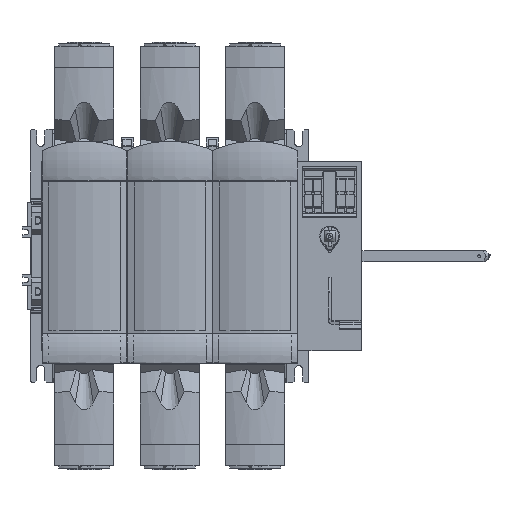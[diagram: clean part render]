
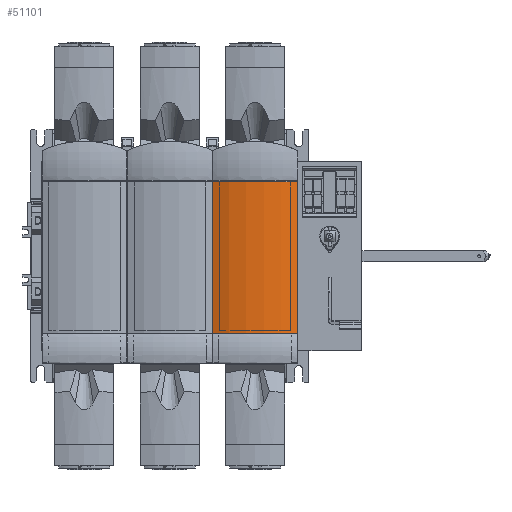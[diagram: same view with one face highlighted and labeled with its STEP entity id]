
A CAD part, front view. The second image highlights one B-rep face of the part: STEP entity #51101.
In plain terms, the highlighted cylindrical face has radius 115 mm (diameter 230 mm), a partial arc.
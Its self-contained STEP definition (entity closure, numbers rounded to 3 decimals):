
#49455=CARTESIAN_POINT('',(-4133.4,-403.298,89.347));
#49456=DIRECTION('',(0.,0.,1.));
#49457=DIRECTION('',(-0.406,-0.914,0.));
#49458=AXIS2_PLACEMENT_3D('',#49455,#49456,#49457);
#49460=DIRECTION('',(0.,0.,1.));
#49461=VECTOR('',#49460,166.497);
#49462=CARTESIAN_POINT('',(-4086.749,-508.411,
-77.15));
#49463=LINE('',#49462,#49461);
#49464=DIRECTION('',(0.,0.,-1.));
#49465=VECTOR('',#49464,166.497);
#49466=CARTESIAN_POINT('',(-4180.05,-508.411,89.347));
#49467=LINE('',#49466,#49465);
#49468=CARTESIAN_POINT('',(-4133.4,-403.298,-77.15));
#49469=DIRECTION('',(0.,0.,-1.));
#49470=DIRECTION('',(0.406,-0.914,0.));
#49471=AXIS2_PLACEMENT_3D('',#49468,#49469,#49470);
#50182=CARTESIAN_POINT('',(-4086.749,-508.411,
-77.15));
#50183=CARTESIAN_POINT('',(-4086.75,-508.411,89.347));
#50184=VERTEX_POINT('',#50182);
#50185=VERTEX_POINT('',#50183);
#50186=CARTESIAN_POINT('',(-4180.05,-508.411,89.347));
#50187=VERTEX_POINT('',#50186);
#50188=CARTESIAN_POINT('',(-4180.051,-508.411,
-77.15));
#50189=VERTEX_POINT('',#50188);
#51089=CARTESIAN_POINT('',(-4133.4,-403.298,89.347));
#51090=DIRECTION('',(0.,0.,-1.));
#51091=DIRECTION('',(-1.,0.,0.));
#51092=AXIS2_PLACEMENT_3D('',#51089,#51090,#51091);
#51093=CYLINDRICAL_SURFACE('',#51092,115.);
#51094=ORIENTED_EDGE('',*,*,#50725,.F.);
#51096=ORIENTED_EDGE('',*,*,#51095,.T.);
#51097=ORIENTED_EDGE('',*,*,#51050,.F.);
#51098=ORIENTED_EDGE('',*,*,#51084,.T.);
#51099=EDGE_LOOP('',(#51094,#51096,#51097,#51098));
#51100=FACE_OUTER_BOUND('',#51099,.F.);
#51101=ADVANCED_FACE('',(#51100),#51093,.T.);
#49459=CIRCLE('',#49458,115.);
#49472=CIRCLE('',#49471,115.);
#50725=EDGE_CURVE('',#50184,#50185,#49463,.T.);
#51050=EDGE_CURVE('',#50187,#50189,#49467,.T.);
#51084=EDGE_CURVE('',#50187,#50185,#49459,.T.);
#51095=EDGE_CURVE('',#50184,#50189,#49472,.T.);
